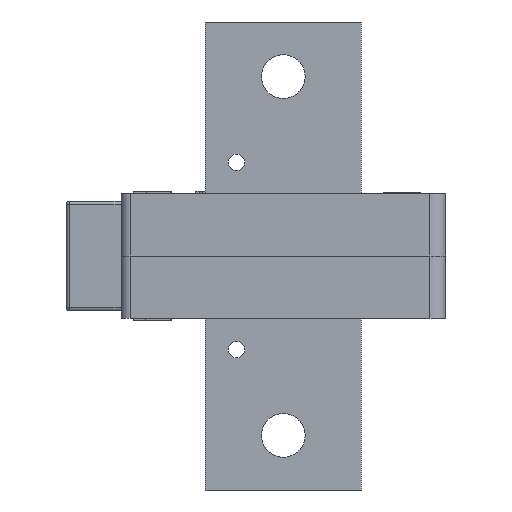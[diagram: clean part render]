
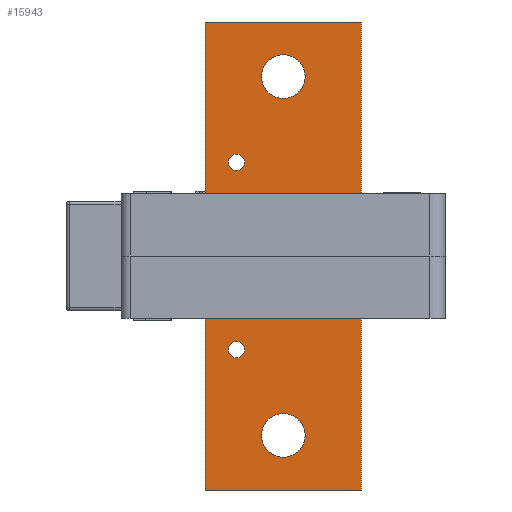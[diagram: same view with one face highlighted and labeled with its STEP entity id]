
A CAD part, left-side view. The second image highlights one B-rep face of the part: STEP entity #15943.
In plain terms, the highlighted face is planar.
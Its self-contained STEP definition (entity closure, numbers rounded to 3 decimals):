
#203 = VERTEX_POINT ( 'NONE', #24185 ) ;
#221 = VERTEX_POINT ( 'NONE', #23802 ) ;
#1089 = CARTESIAN_POINT ( 'NONE',  ( 32.65, 15., -4. ) ) ;
#1268 = AXIS2_PLACEMENT_3D ( 'NONE', #21906, #21832, #21735 ) ;
#1491 = DIRECTION ( 'NONE',  ( 1., 0., 0. ) ) ;
#1568 = CARTESIAN_POINT ( 'NONE',  ( -75., -25., -4. ) ) ;
#2075 = AXIS2_PLACEMENT_3D ( 'NONE', #20162, #20127, #20107 ) ;
#2146 = VERTEX_POINT ( 'NONE', #26619 ) ;
#2872 = ORIENTED_EDGE ( 'NONE', *, *, #9351, .F. ) ;
#3183 = CARTESIAN_POINT ( 'NONE',  ( -64.5, 0., -4. ) ) ;
#3241 = VERTEX_POINT ( 'NONE', #7787 ) ;
#3697 = VERTEX_POINT ( 'NONE', #1089 ) ;
#4175 = AXIS2_PLACEMENT_3D ( 'NONE', #13977, #13973, #13941 ) ;
#4481 = CIRCLE ( 'NONE', #4175, 7. ) ;
#4870 = ORIENTED_EDGE ( 'NONE', *, *, #11474, .F. ) ;
#5303 = VECTOR ( 'NONE', #11624, 1000. ) ;
#5458 = VERTEX_POINT ( 'NONE', #8670 ) ;
#5831 = AXIS2_PLACEMENT_3D ( 'NONE', #16914, #16910, #16872 ) ;
#5871 = EDGE_LOOP ( 'NONE', ( #2872, #4870 ) ) ;
#5892 = ORIENTED_EDGE ( 'NONE', *, *, #11651, .T. ) ;
#5927 = LINE ( 'NONE', #12242, #5303 ) ;
#6913 = CARTESIAN_POINT ( 'NONE',  ( -75., -25., -4. ) ) ;
#6936 = VERTEX_POINT ( 'NONE', #25048 ) ;
#7034 = DIRECTION ( 'NONE',  ( 0., -1., 0. ) ) ;
#7787 = CARTESIAN_POINT ( 'NONE',  ( 27.35, 15., -4. ) ) ;
#8145 = CARTESIAN_POINT ( 'NONE',  ( -75., -25., -4. ) ) ;
#8227 = AXIS2_PLACEMENT_3D ( 'NONE', #20755, #20725, #20690 ) ;
#8621 = FACE_OUTER_BOUND ( 'NONE', #25946, .T. ) ;
#8645 = FACE_BOUND ( 'NONE', #27175, .T. ) ;
#8670 = CARTESIAN_POINT ( 'NONE',  ( -75., 25., -4. ) ) ;
#8675 = FACE_BOUND ( 'NONE', #9323, .T. ) ;
#8697 = FACE_BOUND ( 'NONE', #5871, .T. ) ;
#8759 = FACE_BOUND ( 'NONE', #9766, .T. ) ;
#9068 = VERTEX_POINT ( 'NONE', #28517 ) ;
#9082 = CIRCLE ( 'NONE', #5831, 7. ) ;
#9304 = ORIENTED_EDGE ( 'NONE', *, *, #9691, .T. ) ;
#9323 = EDGE_LOOP ( 'NONE', ( #13968, #9304 ) ) ;
#9351 = EDGE_CURVE ( 'NONE', #203, #6936, #16870, .T. ) ;
#9485 = EDGE_CURVE ( 'NONE', #3697, #3241, #15020, .T. ) ;
#9619 = AXIS2_PLACEMENT_3D ( 'NONE', #22936, #22934, #22905 ) ;
#9691 = EDGE_CURVE ( 'NONE', #15859, #2146, #9082, .T. ) ;
#9766 = EDGE_LOOP ( 'NONE', ( #21650, #18908 ) ) ;
#9913 = EDGE_CURVE ( 'NONE', #22515, #221, #4481, .T. ) ;
#10360 = ORIENTED_EDGE ( 'NONE', *, *, #10745, .F. ) ;
#10456 = EDGE_CURVE ( 'NONE', #5458, #22222, #24296, .T. ) ;
#10745 = EDGE_CURVE ( 'NONE', #22222, #17445, #15707, .T. ) ;
#10826 = LINE ( 'NONE', #25689, #10889 ) ;
#10882 = EDGE_CURVE ( 'NONE', #17445, #9068, #10826, .T. ) ;
#10889 = VECTOR ( 'NONE', #25338, 1000. ) ;
#11136 = EDGE_CURVE ( 'NONE', #9068, #5458, #5927, .T. ) ;
#11474 = EDGE_CURVE ( 'NONE', #6936, #203, #28409, .T. ) ;
#11521 = EDGE_CURVE ( 'NONE', #3241, #3697, #28144, .T. ) ;
#11603 = EDGE_CURVE ( 'NONE', #2146, #15859, #27957, .T. ) ;
#11624 = DIRECTION ( 'NONE',  ( -1., 0., 0. ) ) ;
#11634 = ORIENTED_EDGE ( 'NONE', *, *, #9913, .T. ) ;
#11651 = EDGE_CURVE ( 'NONE', #221, #22515, #27622, .T. ) ;
#12242 = CARTESIAN_POINT ( 'NONE',  ( -75., 25., -4. ) ) ;
#13941 = DIRECTION ( 'NONE',  ( 1., 0., 0. ) ) ;
#13968 = ORIENTED_EDGE ( 'NONE', *, *, #11603, .T. ) ;
#13973 = DIRECTION ( 'NONE',  ( 0., 0., 1. ) ) ;
#13977 = CARTESIAN_POINT ( 'NONE',  ( -57.5, 0., -4. ) ) ;
#14982 = DIRECTION ( 'NONE',  ( 1., 0., 0. ) ) ;
#15020 = CIRCLE ( 'NONE', #8227, 2.65 ) ;
#15076 = DIRECTION ( 'NONE',  ( 0., 0., 1. ) ) ;
#15108 = CARTESIAN_POINT ( 'NONE',  ( -57.5, 0., -4. ) ) ;
#15676 = VECTOR ( 'NONE', #1491, 1000. ) ;
#15707 = LINE ( 'NONE', #1568, #15676 ) ;
#15859 = VERTEX_POINT ( 'NONE', #21383 ) ;
#15943 = ADVANCED_FACE ( 'NONE', ( #8697, #8759, #8675, #8645, #8621 ), #20188, .T. ) ;
#16235 = DIRECTION ( 'NONE',  ( 1., 0., 0. ) ) ;
#16286 = DIRECTION ( 'NONE',  ( 0., 0., 1. ) ) ;
#16353 = CARTESIAN_POINT ( 'NONE',  ( 57.5, 0., -4. ) ) ;
#16390 = ORIENTED_EDGE ( 'NONE', *, *, #10456, .F. ) ;
#16870 = CIRCLE ( 'NONE', #9619, 2.65 ) ;
#16872 = DIRECTION ( 'NONE',  ( 1., 0., 0. ) ) ;
#16910 = DIRECTION ( 'NONE',  ( 0., 0., 1. ) ) ;
#16914 = CARTESIAN_POINT ( 'NONE',  ( 57.5, 0., -4. ) ) ;
#17445 = VERTEX_POINT ( 'NONE', #23545 ) ;
#18368 = DIRECTION ( 'NONE',  ( -1., 0., 0. ) ) ;
#18394 = DIRECTION ( 'NONE',  ( 0., 0., -1. ) ) ;
#18427 = CARTESIAN_POINT ( 'NONE',  ( 30., 15., -4. ) ) ;
#18908 = ORIENTED_EDGE ( 'NONE', *, *, #11521, .F. ) ;
#19319 = ORIENTED_EDGE ( 'NONE', *, *, #11136, .F. ) ;
#20107 = DIRECTION ( 'NONE',  ( -1., 0., 0. ) ) ;
#20127 = DIRECTION ( 'NONE',  ( 0., 0., -1. ) ) ;
#20162 = CARTESIAN_POINT ( 'NONE',  ( 0., 0., -4. ) ) ;
#20188 = PLANE ( 'NONE',  #2075 ) ;
#20690 = DIRECTION ( 'NONE',  ( -1., 0., 0. ) ) ;
#20725 = DIRECTION ( 'NONE',  ( 0., 0., -1. ) ) ;
#20755 = CARTESIAN_POINT ( 'NONE',  ( 30., 15., -4. ) ) ;
#21383 = CARTESIAN_POINT ( 'NONE',  ( 50.5, 0., -4. ) ) ;
#21650 = ORIENTED_EDGE ( 'NONE', *, *, #9485, .F. ) ;
#21735 = DIRECTION ( 'NONE',  ( -1., 0., 0. ) ) ;
#21832 = DIRECTION ( 'NONE',  ( 0., 0., -1. ) ) ;
#21906 = CARTESIAN_POINT ( 'NONE',  ( -30., 15., -4. ) ) ;
#22222 = VERTEX_POINT ( 'NONE', #8145 ) ;
#22515 = VERTEX_POINT ( 'NONE', #3183 ) ;
#22905 = DIRECTION ( 'NONE',  ( -1., 0., 0. ) ) ;
#22934 = DIRECTION ( 'NONE',  ( 0., 0., -1. ) ) ;
#22936 = CARTESIAN_POINT ( 'NONE',  ( -30., 15., -4. ) ) ;
#23245 = VECTOR ( 'NONE', #7034, 1000. ) ;
#23545 = CARTESIAN_POINT ( 'NONE',  ( 75., -25., -4. ) ) ;
#23802 = CARTESIAN_POINT ( 'NONE',  ( -50.5, 0., -4. ) ) ;
#24185 = CARTESIAN_POINT ( 'NONE',  ( -27.35, 15., -4. ) ) ;
#24296 = LINE ( 'NONE', #6913, #23245 ) ;
#25048 = CARTESIAN_POINT ( 'NONE',  ( -32.65, 15., -4. ) ) ;
#25338 = DIRECTION ( 'NONE',  ( 0., 1., 0. ) ) ;
#25689 = CARTESIAN_POINT ( 'NONE',  ( 75., -25., -4. ) ) ;
#25946 = EDGE_LOOP ( 'NONE', ( #16390, #19319, #26053, #10360 ) ) ;
#26053 = ORIENTED_EDGE ( 'NONE', *, *, #10882, .F. ) ;
#26619 = CARTESIAN_POINT ( 'NONE',  ( 64.5, 0., -4. ) ) ;
#27175 = EDGE_LOOP ( 'NONE', ( #5892, #11634 ) ) ;
#27364 = AXIS2_PLACEMENT_3D ( 'NONE', #15108, #15076, #14982 ) ;
#27585 = AXIS2_PLACEMENT_3D ( 'NONE', #16353, #16286, #16235 ) ;
#27622 = CIRCLE ( 'NONE', #27364, 7. ) ;
#27957 = CIRCLE ( 'NONE', #27585, 7. ) ;
#28144 = CIRCLE ( 'NONE', #28307, 2.65 ) ;
#28307 = AXIS2_PLACEMENT_3D ( 'NONE', #18427, #18394, #18368 ) ;
#28409 = CIRCLE ( 'NONE', #1268, 2.65 ) ;
#28517 = CARTESIAN_POINT ( 'NONE',  ( 75., 25., -4. ) ) ;
